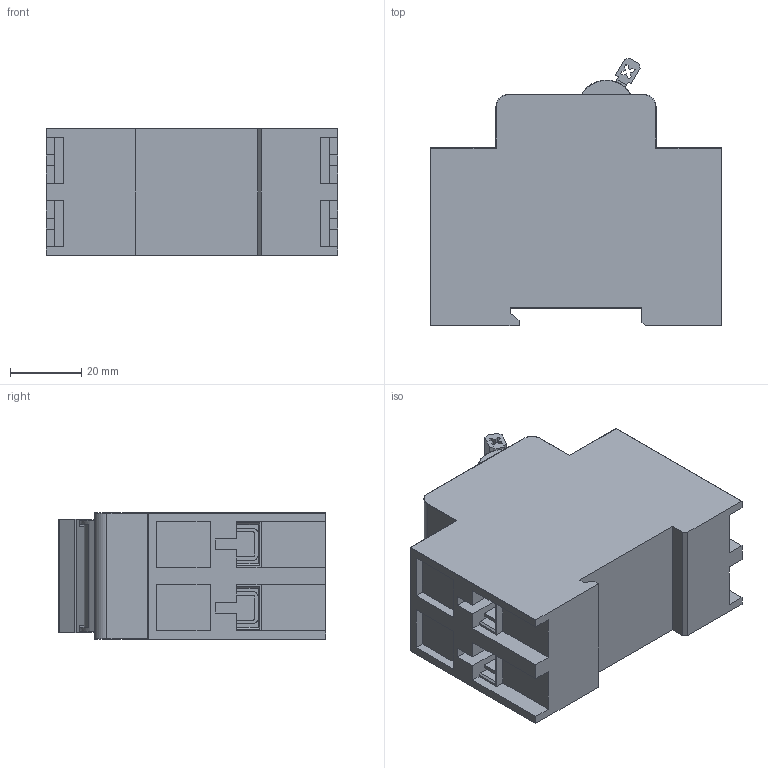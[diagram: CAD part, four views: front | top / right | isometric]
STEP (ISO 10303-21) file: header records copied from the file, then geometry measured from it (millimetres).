
FILE_DESCRIPTION(/* description */ (''),/* implementation_level */ '2;1');
FILE_NAME(/* name */ '06120269R0_CB1, CB2_214.stp',/* time_stamp */ '2022-07-25T17:57:19+09:00',/* author */ ('User'),/* organization */ (''),/* preprocessor_version */ 'ST-DEVELOPER v18.1',/* originating_system */ 'Autodesk Inventor 2022',/* authorisation */ '');
FILE_SCHEMA (('AUTOMOTIVE_DESIGN { 1 0 10303 214 3 1 1 }'));
Length unit declared in the file: millimetre
Products named in the file (1): 06120269R0_CB1, CB2
Bounding box: 82 x 75.17 x 35.6 mm (x, y, z)
Volume: 152501.1 mm3; surface area: 27474.2 mm2
Topology: 1 solids, 1 shells, 335 faces, 915 edges, 598 vertices
Faces by surface type: plane 247, cylinder 44, cone 20, bspline 14, torus 8, sphere 2
Full cylindrical faces by diameter (mm): 7 x4, 8 x4
Entity records: 11594 total; most frequent: CARTESIAN_POINT 2773, ORIENTED_EDGE 1826, DIRECTION 1635, EDGE_CURVE 913, LINE 699, VECTOR 699, VERTEX_POINT 598, AXIS2_PLACEMENT_3D 468
